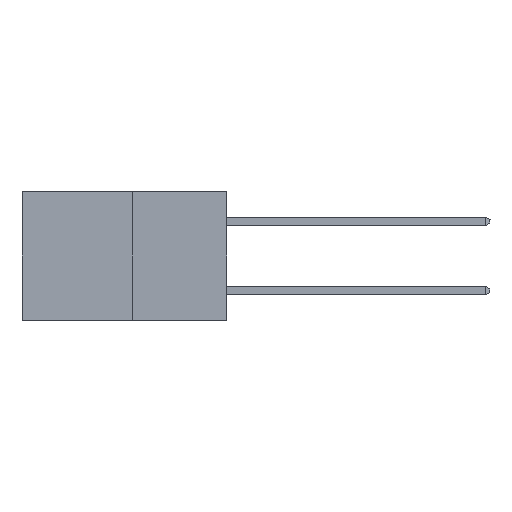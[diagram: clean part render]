
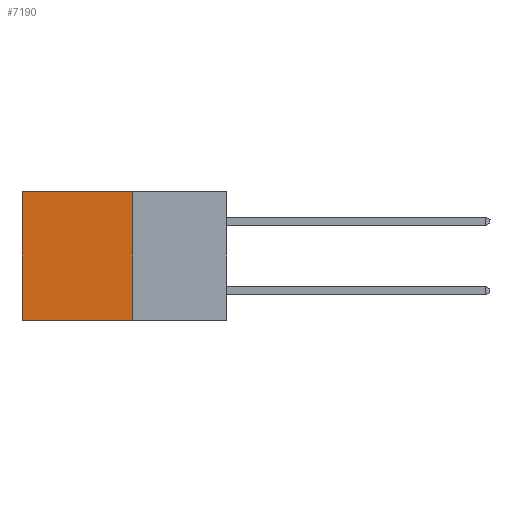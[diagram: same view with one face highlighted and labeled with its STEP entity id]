
A CAD part, left-side view. The second image highlights one B-rep face of the part: STEP entity #7190.
In plain terms, the highlighted planar face has unit normal (-1, 0, 0).
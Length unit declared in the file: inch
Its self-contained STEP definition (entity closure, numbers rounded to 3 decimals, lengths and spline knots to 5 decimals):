
#94 = PLANE ( 'NONE',  #8197 ) ;
#223 = CARTESIAN_POINT ( 'NONE',  ( 0.277, 0.27, -0.37 ) ) ;
#310 = VERTEX_POINT ( 'NONE', #11112 ) ;
#392 = VERTEX_POINT ( 'NONE', #17988 ) ;
#1218 = DIRECTION ( 'NONE',  ( 0., 0., -1. ) ) ;
#1608 = CARTESIAN_POINT ( 'NONE',  ( 0.277, 0.27, -0.37 ) ) ;
#2349 = ORIENTED_EDGE ( 'NONE', *, *, #7014, .T. ) ;
#2443 = EDGE_CURVE ( 'NONE', #392, #9497, #14638, .T. ) ;
#3160 = DIRECTION ( 'NONE',  ( 1., 0., 0. ) ) ;
#4258 = CARTESIAN_POINT ( 'NONE',  ( 0.277, 0.59, -0.37 ) ) ;
#5659 = LINE ( 'NONE', #4258, #13375 ) ;
#5780 = EDGE_LOOP ( 'NONE', ( #2349, #12993, #15043, #7030 ) ) ;
#6359 = FACE_OUTER_BOUND ( 'NONE', #5780, .T. ) ;
#6488 = VECTOR ( 'NONE', #12350, 39.37008 ) ;
#6511 = VECTOR ( 'NONE', #17666, 39.37008 ) ;
#6748 = VERTEX_POINT ( 'NONE', #12468 ) ;
#7014 = EDGE_CURVE ( 'NONE', #9497, #6748, #5659, .T. ) ;
#7030 = ORIENTED_EDGE ( 'NONE', *, *, #2443, .T. ) ;
#7190 = ADVANCED_FACE ( 'NONE', ( #6359 ), #94, .F. ) ;
#8197 = AXIS2_PLACEMENT_3D ( 'NONE', #1608, #3160, #13430 ) ;
#9497 = VERTEX_POINT ( 'NONE', #15569 ) ;
#9792 = EDGE_CURVE ( 'NONE', #392, #310, #10363, .T. ) ;
#9907 = VECTOR ( 'NONE', #13552, 39.37008 ) ;
#10363 = LINE ( 'NONE', #13404, #6511 ) ;
#11112 = CARTESIAN_POINT ( 'NONE',  ( 0.277, 0.27, -0.37 ) ) ;
#12350 = DIRECTION ( 'NONE',  ( 0., 1., 0. ) ) ;
#12468 = CARTESIAN_POINT ( 'NONE',  ( 0.277, 0.59, -0.37 ) ) ;
#12993 = ORIENTED_EDGE ( 'NONE', *, *, #15302, .F. ) ;
#13283 = CARTESIAN_POINT ( 'NONE',  ( 0.277, 0.27, 0. ) ) ;
#13375 = VECTOR ( 'NONE', #1218, 39.37008 ) ;
#13404 = CARTESIAN_POINT ( 'NONE',  ( 0.277, 0.27, -0.37 ) ) ;
#13430 = DIRECTION ( 'NONE',  ( 0., 0., -1. ) ) ;
#13552 = DIRECTION ( 'NONE',  ( 0., 1., 0. ) ) ;
#13741 = LINE ( 'NONE', #223, #9907 ) ;
#14638 = LINE ( 'NONE', #13283, #6488 ) ;
#15043 = ORIENTED_EDGE ( 'NONE', *, *, #9792, .F. ) ;
#15302 = EDGE_CURVE ( 'NONE', #310, #6748, #13741, .T. ) ;
#15569 = CARTESIAN_POINT ( 'NONE',  ( 0.277, 0.59, 0. ) ) ;
#17666 = DIRECTION ( 'NONE',  ( 0., 0., -1. ) ) ;
#17988 = CARTESIAN_POINT ( 'NONE',  ( 0.277, 0.27, 0. ) ) ;
